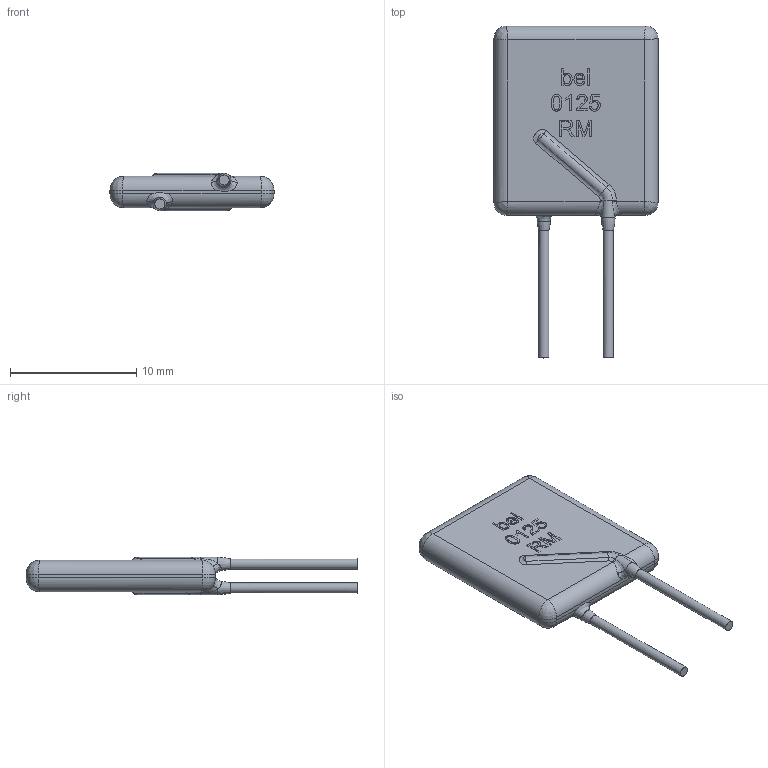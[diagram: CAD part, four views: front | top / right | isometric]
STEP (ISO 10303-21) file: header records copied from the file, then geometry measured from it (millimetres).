
FILE_DESCRIPTION(/* description */ ('STEP AP214'),/* implementation_level */ '2;1');
FILE_NAME(/* name */ '0ZRM0125FF1A',/* time_stamp */ '2025-06-13T20:33:25+02:00',/* author */ ('License CC BY-ND 4.0'),/* organization */ ('CADENAS'),/* preprocessor_version */ 'ST-DEVELOPER v19.3',/* originating_system */ 'PARTsolutions',/* authorisation */ ' ');
FILE_SCHEMA (('AUTOMOTIVE_DESIGN {1 0 10303 214 3 1 1}'));
Length unit declared in the file: millimetre
Products named in the file (5): 0ZRM0125FF1A; 0ZRM0125FF1A_PART1; 0ZRM0125FF1A_PART2; 0ZRM0125FF1A_PART3; 0ZRM0125FF1A_PART4
Assembly tree (4 placements, depth 2):
  0ZRM0125FF1A
    0ZRM0125FF1A_PART1
    0ZRM0125FF1A_PART2
    0ZRM0125FF1A_PART3
    0ZRM0125FF1A_PART4
Bounding box: 13 x 26.3 x 2.95 mm (x, y, z)
Volume: 473.2 mm3; surface area: 2050.4 mm2
Topology: 4 solids, 4 shells, 319 faces, 840 edges, 532 vertices
Faces by surface type: bspline 140, plane 99, cylinder 66, torus 14
Full cylindrical faces by diameter (mm): 0.8 x4
Entity records: 14774 total; most frequent: CARTESIAN_POINT 5667, ORIENTED_EDGE 1644, DIRECTION 1006, EDGE_CURVE 822, VERTEX_POINT 528, LINE 410, VECTOR 410, EDGE_LOOP 338
